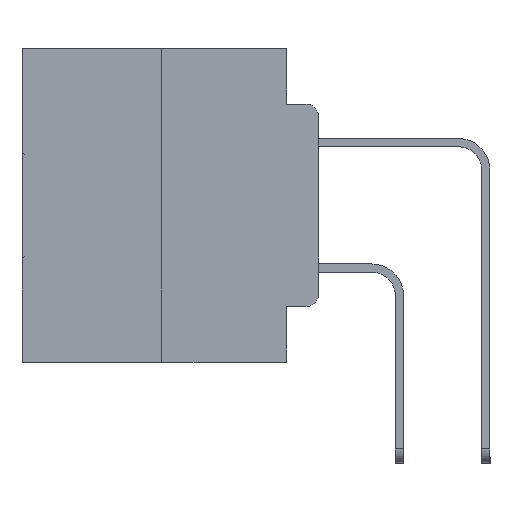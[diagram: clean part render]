
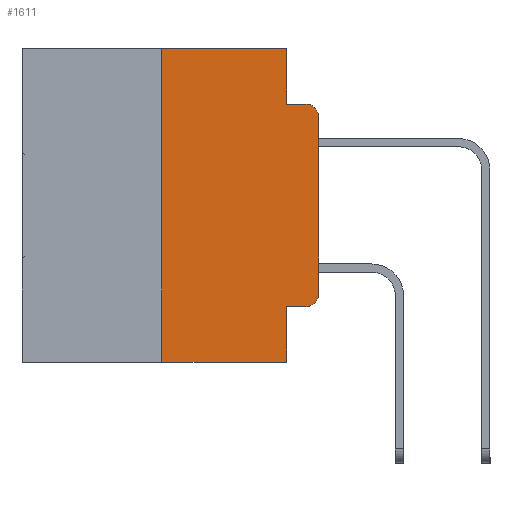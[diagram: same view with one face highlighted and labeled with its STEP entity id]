
A CAD part, left-side view. The second image highlights one B-rep face of the part: STEP entity #1611.
In plain terms, the highlighted planar face has unit normal (-1, 0, 0).
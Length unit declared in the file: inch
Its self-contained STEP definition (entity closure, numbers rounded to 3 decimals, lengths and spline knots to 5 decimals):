
#113 = VECTOR ( 'NONE', #2868, 39.37008 ) ;
#245 = EDGE_CURVE ( 'NONE', #29740, #4912, #7388, .T. ) ;
#273 = DIRECTION ( 'NONE',  ( 0., -1., 0. ) ) ;
#412 = CIRCLE ( 'NONE', #27831, 0.02 ) ;
#519 = VECTOR ( 'NONE', #12458, 39.37008 ) ;
#848 = DIRECTION ( 'NONE',  ( 0., -1., 0. ) ) ;
#1250 = CARTESIAN_POINT ( 'NONE',  ( 0., 0.051, -0.5 ) ) ;
#1611 = ADVANCED_FACE ( 'NONE', ( #7743 ), #26126, .F. ) ;
#2057 = AXIS2_PLACEMENT_3D ( 'NONE', #21249, #28573, #13722 ) ;
#2868 = DIRECTION ( 'NONE',  ( 0., 0., -1. ) ) ;
#3508 = EDGE_CURVE ( 'NONE', #29740, #6768, #26888, .T. ) ;
#4360 = CARTESIAN_POINT ( 'NONE',  ( 0., 0.473, 0. ) ) ;
#4434 = ORIENTED_EDGE ( 'NONE', *, *, #13921, .F. ) ;
#4451 = DIRECTION ( 'NONE',  ( 0., -1., 0. ) ) ;
#4534 = ORIENTED_EDGE ( 'NONE', *, *, #10465, .T. ) ;
#4912 = VERTEX_POINT ( 'NONE', #1250 ) ;
#5747 = LINE ( 'NONE', #18315, #25136 ) ;
#6494 = CARTESIAN_POINT ( 'NONE',  ( 0., 0., -0.3915 ) ) ;
#6594 = LINE ( 'NONE', #9850, #519 ) ;
#6606 = LINE ( 'NONE', #4360, #20264 ) ;
#6768 = VERTEX_POINT ( 'NONE', #24087 ) ;
#6978 = EDGE_CURVE ( 'NONE', #13462, #14074, #6594, .T. ) ;
#7255 = ORIENTED_EDGE ( 'NONE', *, *, #3508, .F. ) ;
#7388 = LINE ( 'NONE', #16363, #14254 ) ;
#7743 = FACE_OUTER_BOUND ( 'NONE', #20413, .T. ) ;
#8994 = ORIENTED_EDGE ( 'NONE', *, *, #245, .T. ) ;
#9850 = CARTESIAN_POINT ( 'NONE',  ( 0., 0.051, 0. ) ) ;
#10404 = VERTEX_POINT ( 'NONE', #22017 ) ;
#10465 = EDGE_CURVE ( 'NONE', #19420, #10404, #15688, .T. ) ;
#11173 = VERTEX_POINT ( 'NONE', #14355 ) ;
#11250 = CARTESIAN_POINT ( 'NONE',  ( 0., 0.051, -0.0885 ) ) ;
#11748 = CARTESIAN_POINT ( 'NONE',  ( 0., 0.02, -0.3915 ) ) ;
#12185 = DIRECTION ( 'NONE',  ( 0., -1., 0. ) ) ;
#12458 = DIRECTION ( 'NONE',  ( 0., 0., -1. ) ) ;
#13462 = VERTEX_POINT ( 'NONE', #30682 ) ;
#13722 = DIRECTION ( 'NONE',  ( 0., 0., -1. ) ) ;
#13921 = EDGE_CURVE ( 'NONE', #19420, #4912, #20618, .T. ) ;
#14074 = VERTEX_POINT ( 'NONE', #11250 ) ;
#14101 = DIRECTION ( 'NONE',  ( -1., 0., 0. ) ) ;
#14254 = VECTOR ( 'NONE', #848, 39.37008 ) ;
#14328 = DIRECTION ( 'NONE',  ( 0., 0., -1. ) ) ;
#14355 = CARTESIAN_POINT ( 'NONE',  ( 0., 0., -0.1085 ) ) ;
#14471 = VECTOR ( 'NONE', #31172, 39.37008 ) ;
#14662 = ORIENTED_EDGE ( 'NONE', *, *, #19674, .T. ) ;
#15683 = CARTESIAN_POINT ( 'NONE',  ( 0., 0.051, -0.4115 ) ) ;
#15688 = LINE ( 'NONE', #19868, #20030 ) ;
#15999 = ORIENTED_EDGE ( 'NONE', *, *, #6978, .F. ) ;
#16088 = CARTESIAN_POINT ( 'NONE',  ( 0., 0.02, -0.0885 ) ) ;
#16363 = CARTESIAN_POINT ( 'NONE',  ( 0., 0.473, -0.5 ) ) ;
#16446 = CARTESIAN_POINT ( 'NONE',  ( 0., 0.25, 0. ) ) ;
#16457 = ORIENTED_EDGE ( 'NONE', *, *, #27839, .F. ) ;
#17320 = EDGE_CURVE ( 'NONE', #6768, #13462, #6606, .T. ) ;
#17397 = DIRECTION ( 'NONE',  ( 0., 0., 1. ) ) ;
#18315 = CARTESIAN_POINT ( 'NONE',  ( 0., 0.051, -0.0885 ) ) ;
#18349 = VERTEX_POINT ( 'NONE', #16088 ) ;
#19042 = EDGE_CURVE ( 'NONE', #10404, #23582, #412, .T. ) ;
#19315 = AXIS2_PLACEMENT_3D ( 'NONE', #28935, #14101, #31421 ) ;
#19420 = VERTEX_POINT ( 'NONE', #15683 ) ;
#19674 = EDGE_CURVE ( 'NONE', #23582, #11173, #26940, .T. ) ;
#19716 = ORIENTED_EDGE ( 'NONE', *, *, #17320, .F. ) ;
#19868 = CARTESIAN_POINT ( 'NONE',  ( 0., 0.051, -0.4115 ) ) ;
#20030 = VECTOR ( 'NONE', #4451, 39.37008 ) ;
#20264 = VECTOR ( 'NONE', #12185, 39.37008 ) ;
#20413 = EDGE_LOOP ( 'NONE', ( #14662, #20983, #16457, #15999, #19716, #7255, #8994, #4434, #4534, #22167 ) ) ;
#20618 = LINE ( 'NONE', #30525, #113 ) ;
#20983 = ORIENTED_EDGE ( 'NONE', *, *, #22982, .T. ) ;
#21249 = CARTESIAN_POINT ( 'NONE',  ( 0., 0.473, 0. ) ) ;
#21254 = VECTOR ( 'NONE', #17397, 39.37008 ) ;
#22017 = CARTESIAN_POINT ( 'NONE',  ( 0., 0.02, -0.4115 ) ) ;
#22167 = ORIENTED_EDGE ( 'NONE', *, *, #19042, .T. ) ;
#22982 = EDGE_CURVE ( 'NONE', #11173, #18349, #26367, .T. ) ;
#23582 = VERTEX_POINT ( 'NONE', #6494 ) ;
#23779 = CARTESIAN_POINT ( 'NONE',  ( 0., 0.25, -0.5 ) ) ;
#24087 = CARTESIAN_POINT ( 'NONE',  ( 0., 0.25, 0. ) ) ;
#25136 = VECTOR ( 'NONE', #273, 39.37008 ) ;
#26126 = PLANE ( 'NONE',  #2057 ) ;
#26367 = CIRCLE ( 'NONE', #19315, 0.02 ) ;
#26888 = LINE ( 'NONE', #16446, #14471 ) ;
#26940 = LINE ( 'NONE', #32110, #21254 ) ;
#27831 = AXIS2_PLACEMENT_3D ( 'NONE', #11748, #29159, #14328 ) ;
#27839 = EDGE_CURVE ( 'NONE', #14074, #18349, #5747, .T. ) ;
#28573 = DIRECTION ( 'NONE',  ( 1., 0., 0. ) ) ;
#28935 = CARTESIAN_POINT ( 'NONE',  ( 0., 0.02, -0.1085 ) ) ;
#29159 = DIRECTION ( 'NONE',  ( -1., 0., 0. ) ) ;
#29740 = VERTEX_POINT ( 'NONE', #23779 ) ;
#30525 = CARTESIAN_POINT ( 'NONE',  ( 0., 0.051, 0. ) ) ;
#30682 = CARTESIAN_POINT ( 'NONE',  ( 0., 0.051, 0. ) ) ;
#31172 = DIRECTION ( 'NONE',  ( 0., 0., 1. ) ) ;
#31421 = DIRECTION ( 'NONE',  ( 0., 0., -1. ) ) ;
#32110 = CARTESIAN_POINT ( 'NONE',  ( 0., 0., 0. ) ) ;
